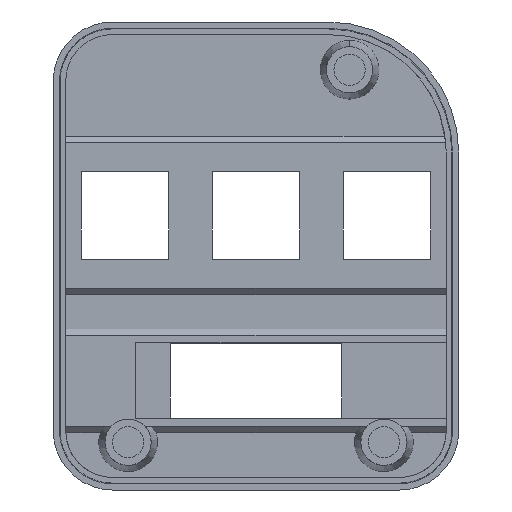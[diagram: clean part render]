
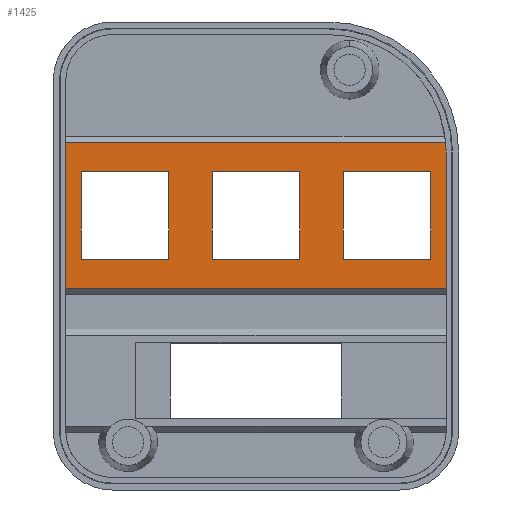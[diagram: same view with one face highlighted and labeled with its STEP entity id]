
A CAD part, front view. The second image highlights one B-rep face of the part: STEP entity #1425.
In plain terms, the highlighted planar face has unit normal (0, -1, 0).
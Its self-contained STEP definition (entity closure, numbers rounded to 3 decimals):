
#6 = LINE ( 'NONE', #2903, #1496 ) ;
#18 = LINE ( 'NONE', #1154, #3200 ) ;
#48 = LINE ( 'NONE', #2375, #1237 ) ;
#83 = VECTOR ( 'NONE', #2306, 1000. ) ;
#117 = LINE ( 'NONE', #1796, #1680 ) ;
#208 = EDGE_CURVE ( 'NONE', #3374, #2562, #2296, .T. ) ;
#222 = VECTOR ( 'NONE', #286, 1000. ) ;
#233 = CARTESIAN_POINT ( 'NONE',  ( 11.5, 18.8, 16.5 ) ) ;
#243 = EDGE_CURVE ( 'NONE', #3347, #1243, #1172, .T. ) ;
#256 = CARTESIAN_POINT ( 'NONE',  ( 7., 18.8, -0.5 ) ) ;
#261 = ORIENTED_EDGE ( 'NONE', *, *, #243, .F. ) ;
#286 = DIRECTION ( 'NONE',  ( -1., 0., 0. ) ) ;
#307 = DIRECTION ( 'NONE',  ( 0., 0., -1. ) ) ;
#327 = CARTESIAN_POINT ( 'NONE',  ( 14., 18.8, -0.5 ) ) ;
#366 = EDGE_CURVE ( 'NONE', #2353, #1307, #18, .T. ) ;
#374 = ORIENTED_EDGE ( 'NONE', *, *, #2988, .T. ) ;
#493 = EDGE_CURVE ( 'NONE', #1243, #1096, #2380, .T. ) ;
#502 = ORIENTED_EDGE ( 'NONE', *, *, #2320, .T. ) ;
#531 = VECTOR ( 'NONE', #2273, 1000. ) ;
#543 = DIRECTION ( 'NONE',  ( 0., -1., 0. ) ) ;
#570 = CARTESIAN_POINT ( 'NONE',  ( 28., 18.8, 13.5 ) ) ;
#669 = LINE ( 'NONE', #3226, #1555 ) ;
#766 = CARTESIAN_POINT ( 'NONE',  ( 11.5, 18.8, 16.5 ) ) ;
#837 = CARTESIAN_POINT ( 'NONE',  ( -7., 18.8, -0.5 ) ) ;
#860 = CARTESIAN_POINT ( 'NONE',  ( 30.5, 18.8, -5.2 ) ) ;
#877 = LINE ( 'NONE', #2568, #531 ) ;
#883 = EDGE_CURVE ( 'NONE', #1307, #3236, #2613, .T. ) ;
#893 = ORIENTED_EDGE ( 'NONE', *, *, #914, .F. ) ;
#914 = EDGE_CURVE ( 'NONE', #2238, #3548, #48, .T. ) ;
#931 = AXIS2_PLACEMENT_3D ( 'NONE', #766, #1876, #3057 ) ;
#956 = EDGE_LOOP ( 'NONE', ( #2796, #2811, #261, #3276 ) ) ;
#1086 = EDGE_CURVE ( 'NONE', #2562, #1608, #2027, .T. ) ;
#1096 = VERTEX_POINT ( 'NONE', #1838 ) ;
#1107 = LINE ( 'NONE', #1692, #1514 ) ;
#1131 = DIRECTION ( 'NONE',  ( 0., 0., -1. ) ) ;
#1152 = VECTOR ( 'NONE', #2556, 1000. ) ;
#1154 = CARTESIAN_POINT ( 'NONE',  ( -28., 18.8, -0.5 ) ) ;
#1166 = LINE ( 'NONE', #837, #3723 ) ;
#1172 = LINE ( 'NONE', #2598, #2112 ) ;
#1173 = CARTESIAN_POINT ( 'NONE',  ( -28., 18.8, -0.5 ) ) ;
#1194 = DIRECTION ( 'NONE',  ( -1., 0., 0. ) ) ;
#1237 = VECTOR ( 'NONE', #1779, 1000. ) ;
#1243 = VERTEX_POINT ( 'NONE', #256 ) ;
#1251 = CARTESIAN_POINT ( 'NONE',  ( -28., 18.8, 13.5 ) ) ;
#1272 = DIRECTION ( 'NONE',  ( 1., 0., 0. ) ) ;
#1301 = ORIENTED_EDGE ( 'NONE', *, *, #1086, .T. ) ;
#1307 = VERTEX_POINT ( 'NONE', #1173 ) ;
#1337 = AXIS2_PLACEMENT_3D ( 'NONE', #233, #543, #1616 ) ;
#1350 = PLANE ( 'NONE',  #1337 ) ;
#1375 = CARTESIAN_POINT ( 'NONE',  ( -30.5, 18.8, -5.2 ) ) ;
#1425 = ADVANCED_FACE ( 'NONE', ( #3661, #3624, #2514, #3344 ), #1350, .T. ) ;
#1431 = ORIENTED_EDGE ( 'NONE', *, *, #366, .F. ) ;
#1451 = ORIENTED_EDGE ( 'NONE', *, *, #1525, .F. ) ;
#1457 = CARTESIAN_POINT ( 'NONE',  ( -7., 18.8, 13.5 ) ) ;
#1461 = DIRECTION ( 'NONE',  ( 1., 0., 0. ) ) ;
#1466 = EDGE_CURVE ( 'NONE', #2951, #2238, #1107, .T. ) ;
#1477 = VECTOR ( 'NONE', #1461, 1000. ) ;
#1494 = CARTESIAN_POINT ( 'NONE',  ( -28., 18.8, -0.5 ) ) ;
#1496 = VECTOR ( 'NONE', #1194, 1000. ) ;
#1513 = DIRECTION ( 'NONE',  ( 0., 0., 1. ) ) ;
#1514 = VECTOR ( 'NONE', #1657, 1000. ) ;
#1525 = EDGE_CURVE ( 'NONE', #3548, #2531, #877, .T. ) ;
#1532 = DIRECTION ( 'NONE',  ( 0., 0., 1. ) ) ;
#1540 = EDGE_CURVE ( 'NONE', #1608, #2391, #1991, .T. ) ;
#1543 = VERTEX_POINT ( 'NONE', #2922 ) ;
#1555 = VECTOR ( 'NONE', #1513, 1000. ) ;
#1608 = VERTEX_POINT ( 'NONE', #2849 ) ;
#1616 = DIRECTION ( 'NONE',  ( 0., 0., -1. ) ) ;
#1657 = DIRECTION ( 'NONE',  ( -1., 0., 0. ) ) ;
#1680 = VECTOR ( 'NONE', #1272, 1000. ) ;
#1681 = LINE ( 'NONE', #1375, #2767 ) ;
#1692 = CARTESIAN_POINT ( 'NONE',  ( 14., 18.8, 13.5 ) ) ;
#1706 = CARTESIAN_POINT ( 'NONE',  ( 30.5, 18.8, 16.5 ) ) ;
#1713 = DIRECTION ( 'NONE',  ( 1., 0., 0. ) ) ;
#1779 = DIRECTION ( 'NONE',  ( 0., 0., -1. ) ) ;
#1787 = EDGE_LOOP ( 'NONE', ( #1930, #2606, #3130, #1431 ) ) ;
#1796 = CARTESIAN_POINT ( 'NONE',  ( -30.5, 18.8, -5.2 ) ) ;
#1838 = CARTESIAN_POINT ( 'NONE',  ( 7., 18.8, 13.5 ) ) ;
#1863 = EDGE_CURVE ( 'NONE', #1543, #2353, #1933, .T. ) ;
#1876 = DIRECTION ( 'NONE',  ( 0., -1., 0. ) ) ;
#1888 = EDGE_LOOP ( 'NONE', ( #2265, #3259, #1451, #893 ) ) ;
#1915 = CARTESIAN_POINT ( 'NONE',  ( 28., 18.8, -0.5 ) ) ;
#1930 = ORIENTED_EDGE ( 'NONE', *, *, #1863, .F. ) ;
#1933 = LINE ( 'NONE', #2111, #83 ) ;
#1991 = LINE ( 'NONE', #3173, #222 ) ;
#2027 = CIRCLE ( 'NONE', #931, 19. ) ;
#2111 = CARTESIAN_POINT ( 'NONE',  ( -28., 18.8, 13.5 ) ) ;
#2112 = VECTOR ( 'NONE', #1713, 1000. ) ;
#2195 = EDGE_LOOP ( 'NONE', ( #374, #502, #3530, #1301, #2385 ) ) ;
#2238 = VERTEX_POINT ( 'NONE', #3228 ) ;
#2246 = CARTESIAN_POINT ( 'NONE',  ( -30.5, 18.8, -5.2 ) ) ;
#2265 = ORIENTED_EDGE ( 'NONE', *, *, #1466, .F. ) ;
#2273 = DIRECTION ( 'NONE',  ( 1., 0., 0. ) ) ;
#2296 = LINE ( 'NONE', #860, #1152 ) ;
#2306 = DIRECTION ( 'NONE',  ( -1., 0., 0. ) ) ;
#2319 = DIRECTION ( 'NONE',  ( 0., 0., -1. ) ) ;
#2320 = EDGE_CURVE ( 'NONE', #3019, #3374, #117, .T. ) ;
#2329 = EDGE_CURVE ( 'NONE', #3236, #1543, #2361, .T. ) ;
#2349 = CARTESIAN_POINT ( 'NONE',  ( -14., 18.8, -0.5 ) ) ;
#2353 = VERTEX_POINT ( 'NONE', #1251 ) ;
#2361 = LINE ( 'NONE', #2924, #3178 ) ;
#2375 = CARTESIAN_POINT ( 'NONE',  ( 14., 18.8, -0.5 ) ) ;
#2380 = LINE ( 'NONE', #2615, #3434 ) ;
#2385 = ORIENTED_EDGE ( 'NONE', *, *, #1540, .T. ) ;
#2391 = VERTEX_POINT ( 'NONE', #3246 ) ;
#2396 = EDGE_CURVE ( 'NONE', #2531, #2951, #669, .T. ) ;
#2399 = DIRECTION ( 'NONE',  ( 0., 0., 1. ) ) ;
#2514 = FACE_BOUND ( 'NONE', #956, .T. ) ;
#2531 = VERTEX_POINT ( 'NONE', #1915 ) ;
#2556 = DIRECTION ( 'NONE',  ( 0., 0., 1. ) ) ;
#2562 = VERTEX_POINT ( 'NONE', #1706 ) ;
#2568 = CARTESIAN_POINT ( 'NONE',  ( 14., 18.8, -0.5 ) ) ;
#2575 = EDGE_CURVE ( 'NONE', #1096, #3526, #6, .T. ) ;
#2598 = CARTESIAN_POINT ( 'NONE',  ( -7., 18.8, -0.5 ) ) ;
#2606 = ORIENTED_EDGE ( 'NONE', *, *, #2329, .F. ) ;
#2613 = LINE ( 'NONE', #1494, #1477 ) ;
#2615 = CARTESIAN_POINT ( 'NONE',  ( 7., 18.8, -0.5 ) ) ;
#2767 = VECTOR ( 'NONE', #1131, 1000. ) ;
#2796 = ORIENTED_EDGE ( 'NONE', *, *, #2575, .F. ) ;
#2811 = ORIENTED_EDGE ( 'NONE', *, *, #493, .F. ) ;
#2832 = CARTESIAN_POINT ( 'NONE',  ( 30.5, 18.8, -5.2 ) ) ;
#2849 = CARTESIAN_POINT ( 'NONE',  ( 30.424, 18.8, 18.2 ) ) ;
#2903 = CARTESIAN_POINT ( 'NONE',  ( -7., 18.8, 13.5 ) ) ;
#2922 = CARTESIAN_POINT ( 'NONE',  ( -14., 18.8, 13.5 ) ) ;
#2924 = CARTESIAN_POINT ( 'NONE',  ( -14., 18.8, -0.5 ) ) ;
#2951 = VERTEX_POINT ( 'NONE', #570 ) ;
#2988 = EDGE_CURVE ( 'NONE', #2391, #3019, #1681, .T. ) ;
#3019 = VERTEX_POINT ( 'NONE', #2246 ) ;
#3057 = DIRECTION ( 'NONE',  ( 0., 0., -1. ) ) ;
#3116 = CARTESIAN_POINT ( 'NONE',  ( -7., 18.8, -0.5 ) ) ;
#3130 = ORIENTED_EDGE ( 'NONE', *, *, #883, .F. ) ;
#3173 = CARTESIAN_POINT ( 'NONE',  ( -30.5, 18.8, 18.2 ) ) ;
#3178 = VECTOR ( 'NONE', #1532, 1000. ) ;
#3200 = VECTOR ( 'NONE', #2319, 1000. ) ;
#3226 = CARTESIAN_POINT ( 'NONE',  ( 28., 18.8, -0.5 ) ) ;
#3228 = CARTESIAN_POINT ( 'NONE',  ( 14., 18.8, 13.5 ) ) ;
#3236 = VERTEX_POINT ( 'NONE', #2349 ) ;
#3246 = CARTESIAN_POINT ( 'NONE',  ( -30.5, 18.8, 18.2 ) ) ;
#3259 = ORIENTED_EDGE ( 'NONE', *, *, #2396, .F. ) ;
#3276 = ORIENTED_EDGE ( 'NONE', *, *, #3518, .F. ) ;
#3344 = FACE_BOUND ( 'NONE', #1888, .T. ) ;
#3347 = VERTEX_POINT ( 'NONE', #3116 ) ;
#3374 = VERTEX_POINT ( 'NONE', #2832 ) ;
#3434 = VECTOR ( 'NONE', #2399, 1000. ) ;
#3518 = EDGE_CURVE ( 'NONE', #3526, #3347, #1166, .T. ) ;
#3526 = VERTEX_POINT ( 'NONE', #1457 ) ;
#3530 = ORIENTED_EDGE ( 'NONE', *, *, #208, .T. ) ;
#3548 = VERTEX_POINT ( 'NONE', #327 ) ;
#3624 = FACE_BOUND ( 'NONE', #1787, .T. ) ;
#3661 = FACE_OUTER_BOUND ( 'NONE', #2195, .T. ) ;
#3723 = VECTOR ( 'NONE', #307, 1000. ) ;
